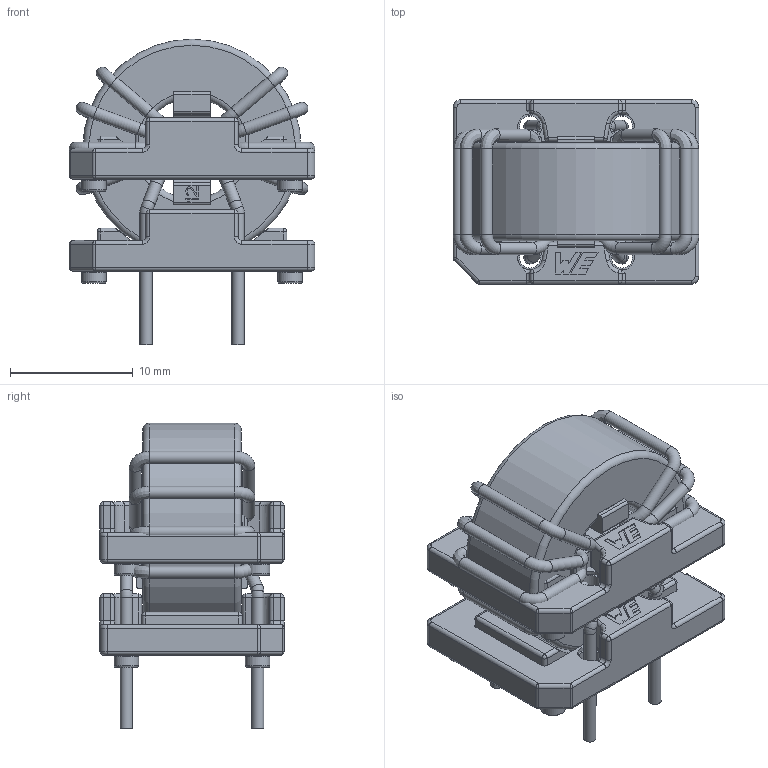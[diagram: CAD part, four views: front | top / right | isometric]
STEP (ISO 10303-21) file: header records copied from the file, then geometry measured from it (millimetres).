
FILE_DESCRIPTION( ( 'Unknown' ), '1' );
FILE_NAME( '7448031002_23x17x25_without pins.stp', 'Unknown', ( 'Unknown' ), ( 'Unknown' ), 'PSStep 14.0', 'Unknown', ' ' );
FILE_SCHEMA( ( 'AUTOMOTIVE_DESIGN { 1 0 10303 214 1 1 1 1 }' ) );
Length unit declared in the file: millimetre
Products named in the file (6): Assem1; Core_cased_M; base-type-m; turns_M; spacer-type-m
Bounding box: 20.04 x 15 x 24.9 mm (x, y, z)
Volume: 5499.4 mm3; surface area: 6576 mm2
Topology: 10 solids, 10 shells, 904 faces, 2210 edges, 1356 vertices
Faces by surface type: plane 442, cylinder 262, torus 116, bspline 44, sphere 40
Full cylindrical faces by diameter (mm): 1 x80, 1.7 x8, 2 x16, 8.2 x2, 17.8 x2
Entity records: 22021 total; most frequent: CARTESIAN_POINT 6591, DIRECTION 2125, ORIENTED_EDGE 1958, EDGE_CURVE 979, STYLED_ITEM 770, PRESENTATION_STYLE_ASSIGNMENT 770, COLOUR_RGB 770, AXIS2_PLACEMENT_3D 738
